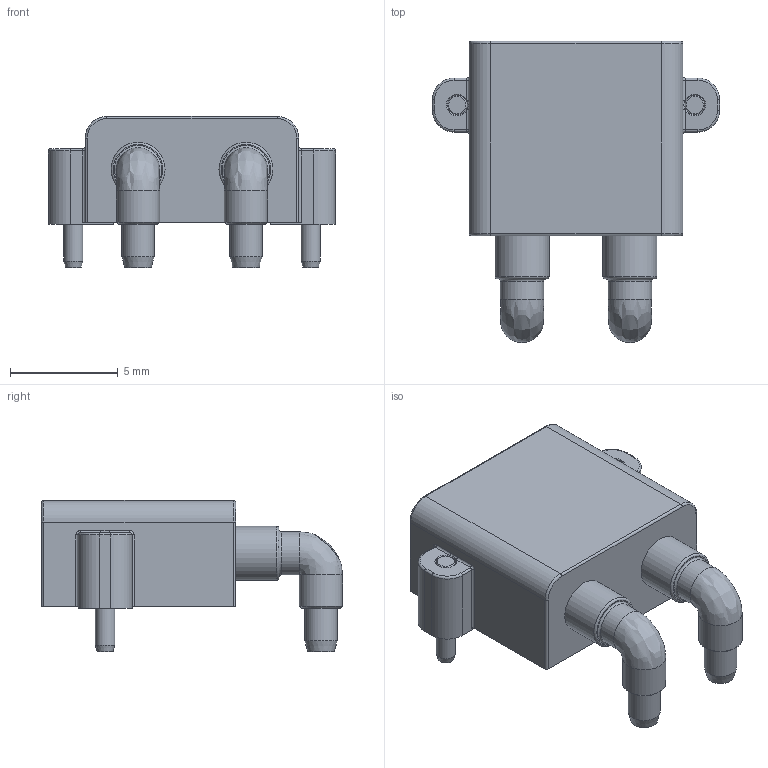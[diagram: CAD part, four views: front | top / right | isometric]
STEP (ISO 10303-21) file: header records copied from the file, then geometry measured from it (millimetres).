
FILE_DESCRIPTION(/* description */ (''),/* implementation_level */ '2;1');
FILE_NAME(/* name */ 'XT30-F Board Side.step',/* time_stamp */ '2024-04-21T21:45:25+09:00',/* author */ (''),/* organization */ (''),/* preprocessor_version */ 'ST-DEVELOPER v20',/* originating_system */ 'Autodesk Translation Framework v12.20.1.177',/* authorisation */ '');
FILE_SCHEMA (('AUTOMOTIVE_DESIGN { 1 0 10303 214 3 1 1 }'));
Length unit declared in the file: millimetre
Products named in the file (1): XT30-F Board Side
Bounding box: 13.3 x 13.95 x 7 mm (x, y, z)
Volume: 345.6 mm3; surface area: 755.2 mm2
Topology: 1 solids, 1 shells, 225 faces, 537 edges, 323 vertices
Faces by surface type: cylinder 92, plane 73, bspline 28, torus 18, cone 14
Full cylindrical faces by diameter (mm): 0.9 x2, 1.5 x2, 2 x4, 2.5 x4
Entity records: 7134 total; most frequent: CARTESIAN_POINT 1773, DIRECTION 1144, ORIENTED_EDGE 1066, EDGE_CURVE 533, AXIS2_PLACEMENT_3D 449, VERTEX_POINT 323, LINE 246, VECTOR 246
